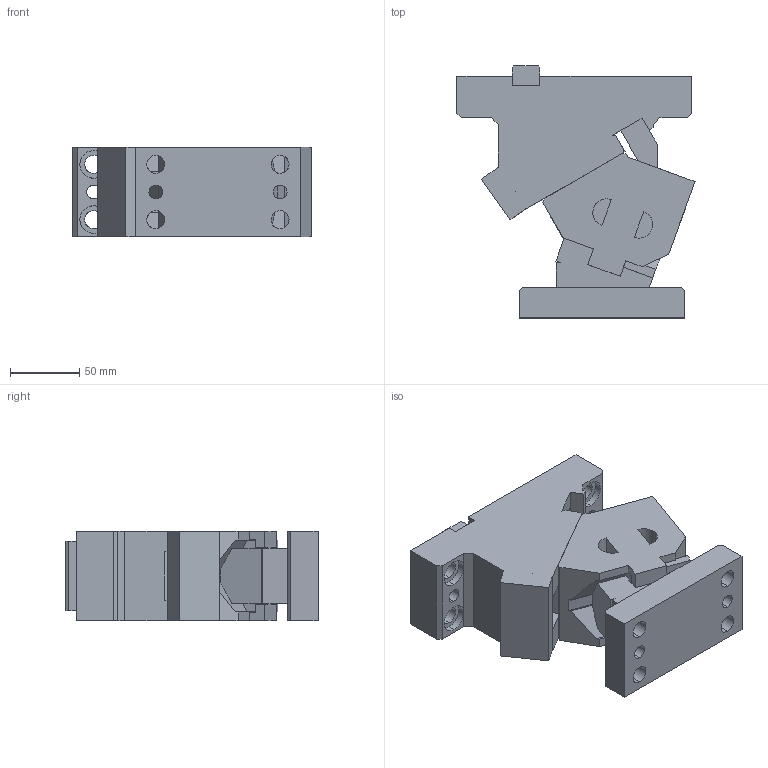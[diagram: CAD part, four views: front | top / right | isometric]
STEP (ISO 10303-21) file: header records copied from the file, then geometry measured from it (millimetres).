
FILE_DESCRIPTION(('CATIA V5 STEP Exchange'),'2;1');
FILE_NAME('CACG_65_20.stp','2015-04-21T15:36:37+00:00',('none'),('none'),'CATIA Version 5 Release 19 SP 2 (IN-10)','CATIA V5 STEP AP203','none');
FILE_SCHEMA(('CONFIG_CONTROL_DESIGN'));
Length unit declared in the file: millimetre
Products named in the file (1): CACG_65_20
Bounding box: 172.41 x 182.5 x 65 mm (x, y, z)
Volume: 1153589.8 mm3; surface area: 162362.1 mm2
Topology: 3 solids, 3 shells, 233 faces, 653 edges, 426 vertices
Faces by surface type: plane 164, cylinder 64, cone 4, bspline 1
Entity records: 8153 total; most frequent: CARTESIAN_POINT 2224, ORIENTED_EDGE 1298, DIRECTION 1035, EDGE_CURVE 649, VECTOR 501, LINE 501, VERTEX_POINT 426, AXIS2_PLACEMENT_3D 316
